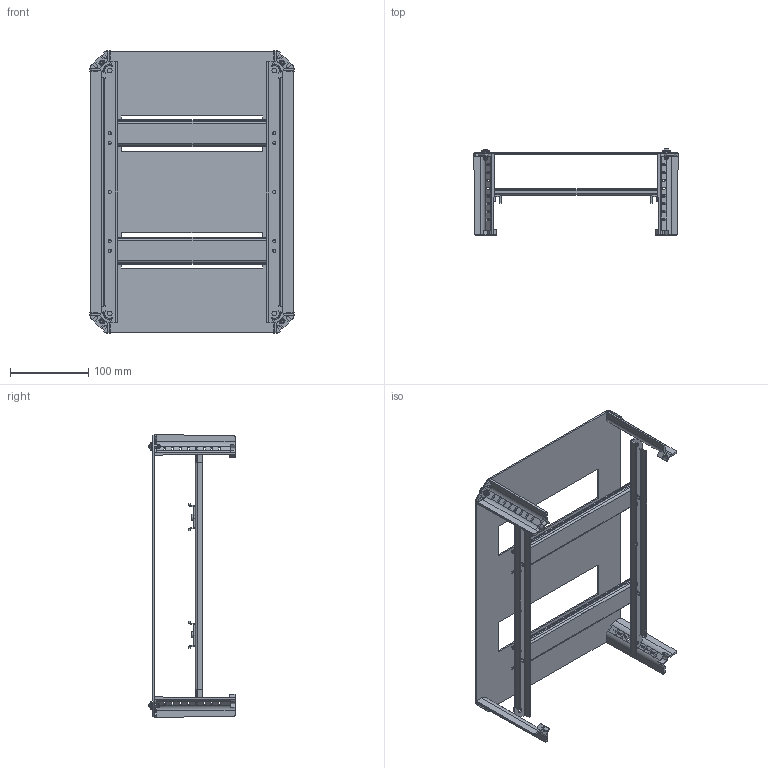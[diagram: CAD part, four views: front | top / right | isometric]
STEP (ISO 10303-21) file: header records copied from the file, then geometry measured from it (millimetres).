
FILE_DESCRIPTION (( 'STEP AP203' ), '1' );
FILE_NAME ('DRS ARCA 403015.STEP', '2022-05-30T11:53:51', ( '' ), ( '' ), 'SwSTEP 2.0', 'SolidWorks 2021', '' );
FILE_SCHEMA (( 'CONFIG_CONTROL_DESIGN' ));
Length unit declared in the file: millimetre
Products named in the file (7): FCX DIN Rail 300; PT5x10; DRS ARCA 403015; M4x10 Thread forming PZ; SB ARCA 40; CB ARCA 15; FP 4030
Assembly tree (17 placements, depth 2):
  DRS ARCA 403015
    SB ARCA 40  x2
    FCX DIN Rail 300  x2
    M4x10 Thread forming PZ  x4
    CB ARCA 15  x4
    PT5x10  x4
    FP 4030
Bounding box: 260.84 x 109.93 x 360.84 mm (x, y, z)
Volume: 273850.5 mm3; surface area: 286790.8 mm2
Topology: 17 solids, 17 shells, 1400 faces, 3890 edges, 2580 vertices
Faces by surface type: plane 738, bspline 268, cylinder 226, cone 168
Entity records: 18718 total; most frequent: CARTESIAN_POINT 7436, ORIENTED_EDGE 2308, DIRECTION 1874, EDGE_CURVE 1154, VERTEX_POINT 766, LINE 686, VECTOR 686, AXIS2_PLACEMENT_3D 594
